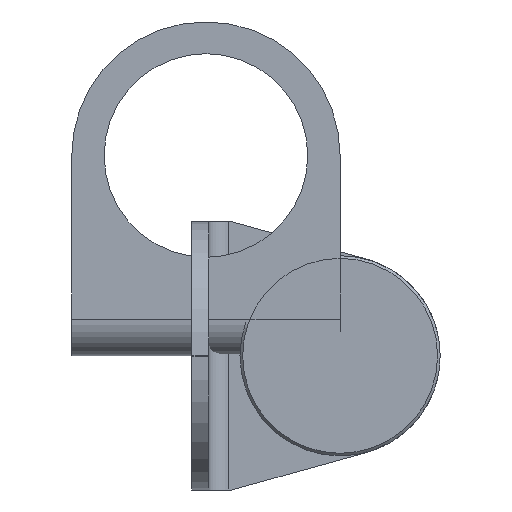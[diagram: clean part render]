
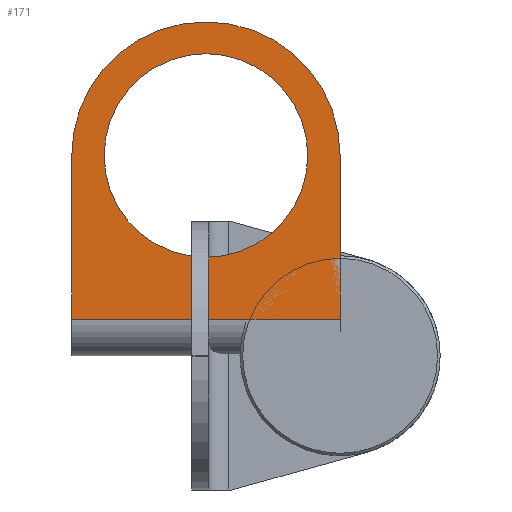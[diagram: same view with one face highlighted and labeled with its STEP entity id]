
A CAD part, left-side view. The second image highlights one B-rep face of the part: STEP entity #171.
In plain terms, the highlighted planar face has unit normal (-1, 0, 0).
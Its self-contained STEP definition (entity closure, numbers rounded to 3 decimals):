
#171 = ADVANCED_FACE( '', ( #241, #242 ), #243, .T. );
#241 = FACE_OUTER_BOUND( '', #385, .T. );
#242 = FACE_BOUND( '', #386, .T. );
#243 = PLANE( '', #387 );
#385 = EDGE_LOOP( '', ( #559, #560, #561, #562, #563, #564 ) );
#386 = EDGE_LOOP( '', ( #565 ) );
#387 = AXIS2_PLACEMENT_3D( '', #566, #567, #568 );
#559 = ORIENTED_EDGE( '', *, *, #951, .T. );
#560 = ORIENTED_EDGE( '', *, *, #952, .T. );
#561 = ORIENTED_EDGE( '', *, *, #947, .T. );
#562 = ORIENTED_EDGE( '', *, *, #953, .T. );
#563 = ORIENTED_EDGE( '', *, *, #940, .T. );
#564 = ORIENTED_EDGE( '', *, *, #954, .T. );
#565 = ORIENTED_EDGE( '', *, *, #955, .T. );
#566 = CARTESIAN_POINT( '', ( 0., 40.2, 2.496 ) );
#567 = DIRECTION( '', ( -1., 0., 0. ) );
#568 = DIRECTION( '', ( 0., 0., 1. ) );
#940 = EDGE_CURVE( '', #1069, #1067, #1070, .T. );
#947 = EDGE_CURVE( '', #1081, #1079, #1082, .T. );
#951 = EDGE_CURVE( '', #1088, #1089, #1090, .T. );
#952 = EDGE_CURVE( '', #1089, #1081, #1091, .T. );
#953 = EDGE_CURVE( '', #1079, #1069, #1092, .T. );
#954 = EDGE_CURVE( '', #1067, #1088, #1093, .T. );
#955 = EDGE_CURVE( '', #1094, #1094, #1095, .T. );
#1067 = VERTEX_POINT( '', #1277 );
#1069 = VERTEX_POINT( '', #1280 );
#1070 = LINE( '', #1281, #1282 );
#1079 = VERTEX_POINT( '', #1295 );
#1081 = VERTEX_POINT( '', #1297 );
#1082 = LINE( '', #1298, #1299 );
#1088 = VERTEX_POINT( '', #1307 );
#1089 = VERTEX_POINT( '', #1308 );
#1090 = LINE( '', #1309, #1310 );
#1091 = CIRCLE( '', #1311, 20. );
#1092 = LINE( '', #1312, #1313 );
#1093 = CIRCLE( '', #1314, 20. );
#1094 = VERTEX_POINT( '', #1315 );
#1095 = CIRCLE( '', #1316, 15.25 );
#1277 = CARTESIAN_POINT( '', ( 0., 0., 30. ) );
#1280 = CARTESIAN_POINT( '', ( 0., 0., 5.5 ) );
#1281 = CARTESIAN_POINT( '', ( 0., 0., 2.496 ) );
#1282 = VECTOR( '', #1894, 1000. );
#1295 = CARTESIAN_POINT( '', ( 0., 40.2, 5.5 ) );
#1297 = CARTESIAN_POINT( '', ( 0., 40.2, 30. ) );
#1298 = CARTESIAN_POINT( '', ( 0., 40.2, 2.496 ) );
#1299 = VECTOR( '', #1905, 1000. );
#1307 = CARTESIAN_POINT( '', ( 0., 20., 50. ) );
#1308 = CARTESIAN_POINT( '', ( 0., 20.2, 50. ) );
#1309 = CARTESIAN_POINT( '', ( 0., 0., 50. ) );
#1310 = VECTOR( '', #1911, 1000. );
#1311 = AXIS2_PLACEMENT_3D( '', #1912, #1913, #1914 );
#1312 = CARTESIAN_POINT( '', ( 0., 40.2, 5.5 ) );
#1313 = VECTOR( '', #1915, 1000. );
#1314 = AXIS2_PLACEMENT_3D( '', #1916, #1917, #1918 );
#1315 = CARTESIAN_POINT( '', ( 0., 35.35, 30. ) );
#1316 = AXIS2_PLACEMENT_3D( '', #1919, #1920, #1921 );
#1894 = DIRECTION( '', ( 0., 0., 1. ) );
#1905 = DIRECTION( '', ( 0., 0., -1. ) );
#1911 = DIRECTION( '', ( 0., 1., 0. ) );
#1912 = CARTESIAN_POINT( '', ( 0., 20.2, 30. ) );
#1913 = DIRECTION( '', ( -1., 0., 0. ) );
#1914 = DIRECTION( '', ( 0., 0., 1. ) );
#1915 = DIRECTION( '', ( 0., -1., 0. ) );
#1916 = CARTESIAN_POINT( '', ( 0., 20., 30. ) );
#1917 = DIRECTION( '', ( -1., 0., 0. ) );
#1918 = DIRECTION( '', ( 0., 0., 1. ) );
#1919 = CARTESIAN_POINT( '', ( 0., 20.1, 30. ) );
#1920 = DIRECTION( '', ( 1., 0., 0. ) );
#1921 = DIRECTION( '', ( 0., 1., 0. ) );
